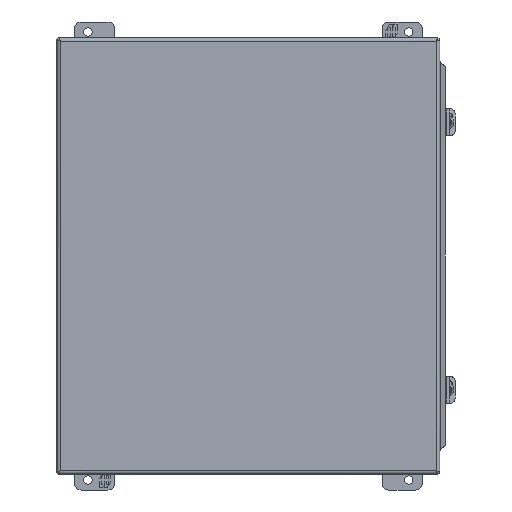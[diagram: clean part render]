
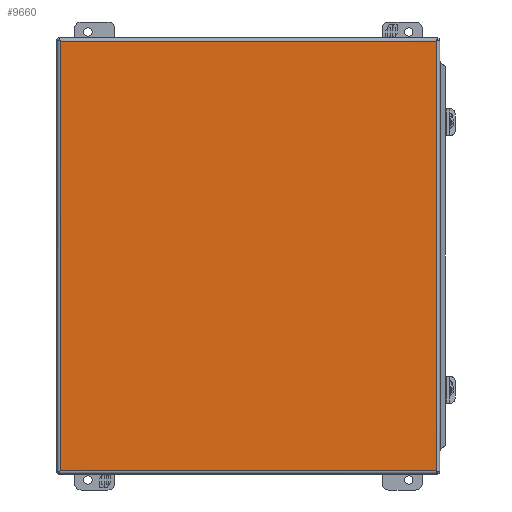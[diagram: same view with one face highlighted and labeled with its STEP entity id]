
A CAD part, front view. The second image highlights one B-rep face of the part: STEP entity #9660.
In plain terms, the highlighted planar face has unit normal (0, -1, 0).
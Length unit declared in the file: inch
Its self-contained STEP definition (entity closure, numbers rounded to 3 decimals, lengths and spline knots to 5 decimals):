
#475 = LINE ( 'NONE', #26062, #14365 ) ;
#2045 = CARTESIAN_POINT ( 'NONE',  ( -7.0378, -10.19685, -8.15591 ) ) ;
#2261 = AXIS2_PLACEMENT_3D ( 'NONE', #22814, #32137, #35201 ) ;
#3016 = CARTESIAN_POINT ( 'NONE',  ( 7.0378, -10.19685, 8.0378 ) ) ;
#4621 = ORIENTED_EDGE ( 'NONE', *, *, #34005, .T. ) ;
#5326 = ORIENTED_EDGE ( 'NONE', *, *, #30413, .T. ) ;
#6598 = FACE_OUTER_BOUND ( 'NONE', #13664, .T. ) ;
#9310 = VERTEX_POINT ( 'NONE', #3016 ) ;
#9660 = ADVANCED_FACE ( 'NONE', ( #6598 ), #17140, .T. ) ;
#10638 = ORIENTED_EDGE ( 'NONE', *, *, #13688, .T. ) ;
#11119 = DIRECTION ( 'NONE',  ( 0., 0., 1. ) ) ;
#13664 = EDGE_LOOP ( 'NONE', ( #5326, #37752, #10638, #4621 ) ) ;
#13688 = EDGE_CURVE ( 'NONE', #16818, #9310, #15866, .T. ) ;
#14365 = VECTOR ( 'NONE', #38616, 39.37008 ) ;
#15866 = LINE ( 'NONE', #39088, #24046 ) ;
#16318 = VERTEX_POINT ( 'NONE', #31513 ) ;
#16818 = VERTEX_POINT ( 'NONE', #19652 ) ;
#17140 = PLANE ( 'NONE',  #2261 ) ;
#18742 = DIRECTION ( 'NONE',  ( -1., 0., 0. ) ) ;
#19652 = CARTESIAN_POINT ( 'NONE',  ( 7.0378, -10.19685, -8.0378 ) ) ;
#22814 = CARTESIAN_POINT ( 'NONE',  ( 0., -10.19685, 0. ) ) ;
#24046 = VECTOR ( 'NONE', #11119, 39.37008 ) ;
#24476 = EDGE_CURVE ( 'NONE', #16318, #16818, #475, .T. ) ;
#26062 = CARTESIAN_POINT ( 'NONE',  ( 7.15591, -10.19685, -8.0378 ) ) ;
#26587 = CARTESIAN_POINT ( 'NONE',  ( -7.0378, -10.19685, 8.0378 ) ) ;
#27245 = LINE ( 'NONE', #2045, #32018 ) ;
#30413 = EDGE_CURVE ( 'NONE', #36705, #16318, #27245, .T. ) ;
#31513 = CARTESIAN_POINT ( 'NONE',  ( -7.0378, -10.19685, -8.0378 ) ) ;
#31999 = DIRECTION ( 'NONE',  ( 0., 0., -1. ) ) ;
#32018 = VECTOR ( 'NONE', #31999, 39.37008 ) ;
#32137 = DIRECTION ( 'NONE',  ( 0., -1., 0. ) ) ;
#33217 = VECTOR ( 'NONE', #18742, 39.37008 ) ;
#34005 = EDGE_CURVE ( 'NONE', #9310, #36705, #35076, .T. ) ;
#35076 = LINE ( 'NONE', #36800, #33217 ) ;
#35201 = DIRECTION ( 'NONE',  ( 0., 0., -1. ) ) ;
#36705 = VERTEX_POINT ( 'NONE', #26587 ) ;
#36800 = CARTESIAN_POINT ( 'NONE',  ( -7.15591, -10.19685, 8.0378 ) ) ;
#37752 = ORIENTED_EDGE ( 'NONE', *, *, #24476, .T. ) ;
#38616 = DIRECTION ( 'NONE',  ( 1., 0., 0. ) ) ;
#39088 = CARTESIAN_POINT ( 'NONE',  ( 7.0378, -10.19685, 8.15591 ) ) ;
